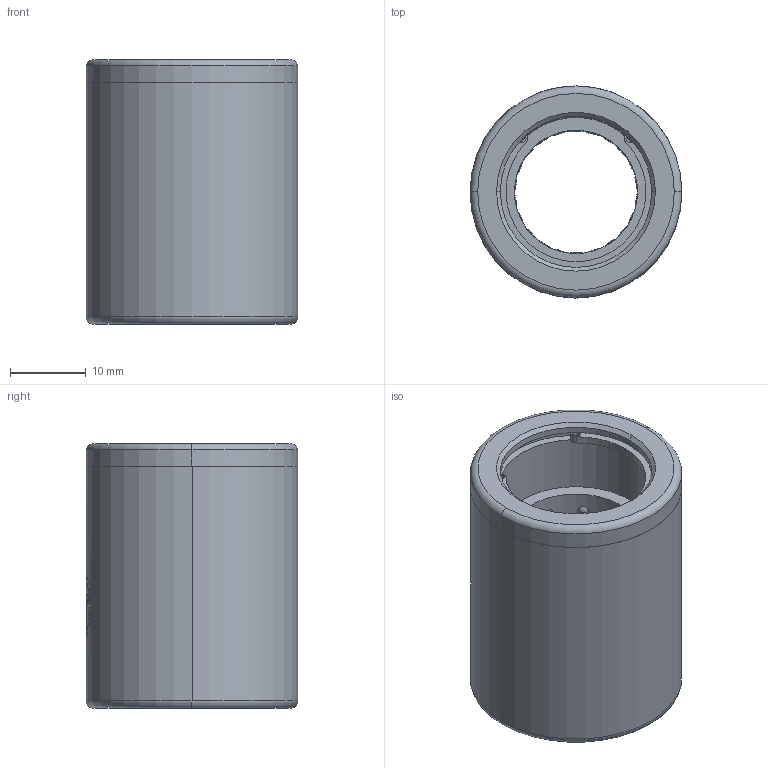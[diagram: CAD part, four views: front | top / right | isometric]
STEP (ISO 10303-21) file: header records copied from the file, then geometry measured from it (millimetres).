
FILE_DESCRIPTION (( 'STEP AP214' ), '1' );
FILE_NAME ('GBBL-D28-d16-L35.STEP', '2021-08-06T08:21:05', ( 'User' ), ( 'china' ), 'SwSTEP 2.0', 'SolidWorks 2016', '' );
FILE_SCHEMA (( 'AUTOMOTIVE_DESIGN' ));
Length unit declared in the file: millimetre
Products named in the file (6): 紩-D2; BSH紩杶-d16-L22.5; GBBL囀縐-D21.5; GBBL-D28-L35; GBBL-D28-d16-L35
Assembly tree (104 placements, depth 3):
  GBBL-D28-d16-L35
    GBBL-D28-L35
    GBBL囀縐-D21.5  x2
    BSH紩杶-d16-L22.5
      BSH紩杶-d16-L22.5
      紩-D2  x99
Bounding box: 28 x 28 x 35 mm (x, y, z)
Volume: 12491.4 mm3; surface area: 11373.4 mm2
Topology: 103 solids, 103 shells, 481 faces, 2020 edges, 1344 vertices
Faces by surface type: sphere 396, cylinder 56, plane 21, cone 4, torus 4
Entity records: 15409 total; most frequent: CARTESIAN_POINT 7505, ORIENTED_EDGE 1590, DIRECTION 1385, EDGE_CURVE 795, AXIS2_PLACEMENT_3D 656, VERTEX_POINT 528, EDGE_LOOP 471, B_SPLINE_CURVE_WITH_KNOTS 440
